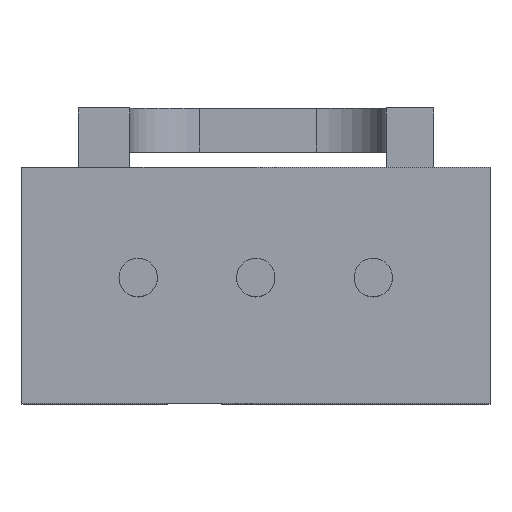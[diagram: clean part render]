
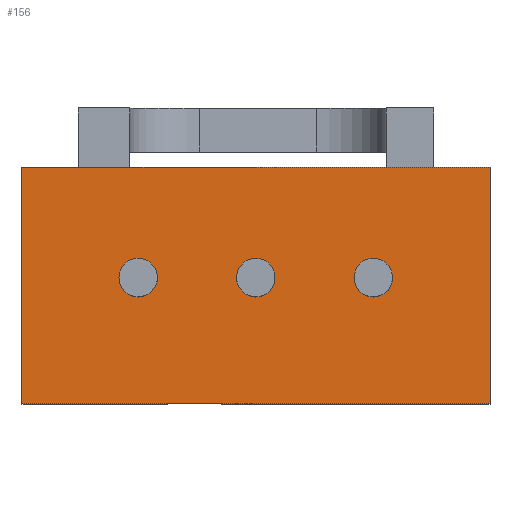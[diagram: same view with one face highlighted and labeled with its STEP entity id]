
A CAD part, top view. The second image highlights one B-rep face of the part: STEP entity #156.
In plain terms, the highlighted planar face has unit normal (0, 0, 1).
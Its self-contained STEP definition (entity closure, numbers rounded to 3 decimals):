
#1 = EDGE_CURVE ( 'NONE', #386, #354, #564, .T. ) ;
#2 = EDGE_LOOP ( 'NONE', ( #387, #351 ) ) ;
#7 = EDGE_CURVE ( 'NONE', #21, #346, #578, .T. ) ;
#9 = ORIENTED_EDGE ( 'NONE', *, *, #125, .F. ) ;
#13 = EDGE_CURVE ( 'NONE', #84, #81, #485, .T. ) ;
#21 = VERTEX_POINT ( 'NONE', #498 ) ;
#22 = ORIENTED_EDGE ( 'NONE', *, *, #29, .T. ) ;
#29 = EDGE_CURVE ( 'NONE', #354, #21, #441, .T. ) ;
#81 = VERTEX_POINT ( 'NONE', #666 ) ;
#83 = EDGE_CURVE ( 'NONE', #81, #84, #675, .T. ) ;
#84 = VERTEX_POINT ( 'NONE', #671 ) ;
#125 = EDGE_CURVE ( 'NONE', #153, #126, #808, .T. ) ;
#126 = VERTEX_POINT ( 'NONE', #803 ) ;
#132 = EDGE_CURVE ( 'NONE', #346, #386, #995, .T. ) ;
#133 = ORIENTED_EDGE ( 'NONE', *, *, #7, .T. ) ;
#138 = EDGE_CURVE ( 'NONE', #126, #153, #971, .T. ) ;
#139 = VERTEX_POINT ( 'NONE', #966 ) ;
#141 = EDGE_CURVE ( 'NONE', #139, #142, #965, .T. ) ;
#142 = VERTEX_POINT ( 'NONE', #956 ) ;
#153 = VERTEX_POINT ( 'NONE', #855 ) ;
#156 = ADVANCED_FACE ( 'NONE', ( #854, #848, #847, #846 ), #845, .F. ) ;
#157 = EDGE_LOOP ( 'NONE', ( #158, #161 ) ) ;
#158 = ORIENTED_EDGE ( 'NONE', *, *, #159, .F. ) ;
#159 = EDGE_CURVE ( 'NONE', #142, #139, #840, .T. ) ;
#161 = ORIENTED_EDGE ( 'NONE', *, *, #141, .F. ) ;
#162 = EDGE_LOOP ( 'NONE', ( #165, #353, #22, #133 ) ) ;
#165 = ORIENTED_EDGE ( 'NONE', *, *, #132, .T. ) ;
#346 = VERTEX_POINT ( 'NONE', #1054 ) ;
#347 = ORIENTED_EDGE ( 'NONE', *, *, #138, .F. ) ;
#351 = ORIENTED_EDGE ( 'NONE', *, *, #83, .F. ) ;
#353 = ORIENTED_EDGE ( 'NONE', *, *, #1, .T. ) ;
#354 = VERTEX_POINT ( 'NONE', #1048 ) ;
#385 = EDGE_LOOP ( 'NONE', ( #347, #9 ) ) ;
#386 = VERTEX_POINT ( 'NONE', #1558 ) ;
#387 = ORIENTED_EDGE ( 'NONE', *, *, #13, .F. ) ;
#438 = DIRECTION ( 'NONE',  ( 0., 1., 0. ) ) ;
#439 = VECTOR ( 'NONE', #438, 1000. ) ;
#440 = CARTESIAN_POINT ( 'NONE',  ( 10.11, 0., 0. ) ) ;
#441 = LINE ( 'NONE', #440, #439 ) ;
#479 = DIRECTION ( 'NONE',  ( 1., 0., 0. ) ) ;
#480 = VECTOR ( 'NONE', #479, 1000. ) ;
#481 = DIRECTION ( 'NONE',  ( -1., 0., 0. ) ) ;
#482 = DIRECTION ( 'NONE',  ( 0., 0., 1. ) ) ;
#483 = CARTESIAN_POINT ( 'NONE',  ( 7.59, 2.706, 0. ) ) ;
#484 = AXIS2_PLACEMENT_3D ( 'NONE', #483, #482, #481 ) ;
#485 = CIRCLE ( 'NONE', #484, 0.415 ) ;
#498 = CARTESIAN_POINT ( 'NONE',  ( 10.11, 5.1, 0. ) ) ;
#563 = CARTESIAN_POINT ( 'NONE',  ( 0., 0., 0. ) ) ;
#564 = LINE ( 'NONE', #563, #480 ) ;
#565 = DIRECTION ( 'NONE',  ( -1., 0., 0. ) ) ;
#566 = VECTOR ( 'NONE', #565, 1000. ) ;
#567 = CARTESIAN_POINT ( 'NONE',  ( 0., 5.1, 0. ) ) ;
#578 = LINE ( 'NONE', #567, #566 ) ;
#665 = CARTESIAN_POINT ( 'NONE',  ( 7.59, 2.706, 0. ) ) ;
#666 = CARTESIAN_POINT ( 'NONE',  ( 8.005, 2.706, 0. ) ) ;
#671 = CARTESIAN_POINT ( 'NONE',  ( 7.175, 2.706, 0. ) ) ;
#672 = DIRECTION ( 'NONE',  ( -1., 0., 0. ) ) ;
#673 = DIRECTION ( 'NONE',  ( 0., 0., 1. ) ) ;
#674 = AXIS2_PLACEMENT_3D ( 'NONE', #665, #673, #672 ) ;
#675 = CIRCLE ( 'NONE', #674, 0.415 ) ;
#803 = CARTESIAN_POINT ( 'NONE',  ( 2.095, 2.706, 0. ) ) ;
#804 = DIRECTION ( 'NONE',  ( -1., 0., 0. ) ) ;
#805 = DIRECTION ( 'NONE',  ( 0., 0., 1. ) ) ;
#806 = CARTESIAN_POINT ( 'NONE',  ( 2.51, 2.706, 0. ) ) ;
#807 = AXIS2_PLACEMENT_3D ( 'NONE', #806, #805, #804 ) ;
#808 = CIRCLE ( 'NONE', #807, 0.415 ) ;
#836 = DIRECTION ( 'NONE',  ( -1., 0., 0. ) ) ;
#837 = DIRECTION ( 'NONE',  ( 0., 0., 1. ) ) ;
#838 = CARTESIAN_POINT ( 'NONE',  ( 5.05, 2.706, 0. ) ) ;
#839 = AXIS2_PLACEMENT_3D ( 'NONE', #838, #837, #836 ) ;
#840 = CIRCLE ( 'NONE', #839, 0.415 ) ;
#841 = DIRECTION ( 'NONE',  ( -1., 0., 0. ) ) ;
#842 = DIRECTION ( 'NONE',  ( 0., 0., -1. ) ) ;
#843 = CARTESIAN_POINT ( 'NONE',  ( 0., 5.1, 0. ) ) ;
#844 = AXIS2_PLACEMENT_3D ( 'NONE', #843, #842, #841 ) ;
#845 = PLANE ( 'NONE',  #844 ) ;
#846 = FACE_BOUND ( 'NONE', #2, .T. ) ;
#847 = FACE_BOUND ( 'NONE', #385, .T. ) ;
#848 = FACE_OUTER_BOUND ( 'NONE', #162, .T. ) ;
#854 = FACE_BOUND ( 'NONE', #157, .T. ) ;
#855 = CARTESIAN_POINT ( 'NONE',  ( 2.925, 2.706, 0. ) ) ;
#956 = CARTESIAN_POINT ( 'NONE',  ( 4.635, 2.706, 0. ) ) ;
#957 = DIRECTION ( 'NONE',  ( -1., 0., 0. ) ) ;
#958 = DIRECTION ( 'NONE',  ( 0., 0., 1. ) ) ;
#963 = CARTESIAN_POINT ( 'NONE',  ( 5.05, 2.706, 0. ) ) ;
#964 = AXIS2_PLACEMENT_3D ( 'NONE', #963, #958, #957 ) ;
#965 = CIRCLE ( 'NONE', #964, 0.415 ) ;
#966 = CARTESIAN_POINT ( 'NONE',  ( 5.465, 2.706, 0. ) ) ;
#967 = DIRECTION ( 'NONE',  ( -1., 0., 0. ) ) ;
#968 = DIRECTION ( 'NONE',  ( 0., 0., 1. ) ) ;
#969 = CARTESIAN_POINT ( 'NONE',  ( 2.51, 2.706, 0. ) ) ;
#970 = AXIS2_PLACEMENT_3D ( 'NONE', #969, #968, #967 ) ;
#971 = CIRCLE ( 'NONE', #970, 0.415 ) ;
#992 = DIRECTION ( 'NONE',  ( 0., -1., 0. ) ) ;
#993 = VECTOR ( 'NONE', #992, 1000. ) ;
#994 = CARTESIAN_POINT ( 'NONE',  ( 0., 0., 0. ) ) ;
#995 = LINE ( 'NONE', #994, #993 ) ;
#1048 = CARTESIAN_POINT ( 'NONE',  ( 10.11, 0., 0. ) ) ;
#1054 = CARTESIAN_POINT ( 'NONE',  ( 0., 5.1, 0. ) ) ;
#1558 = CARTESIAN_POINT ( 'NONE',  ( 0., 0., 0. ) ) ;
